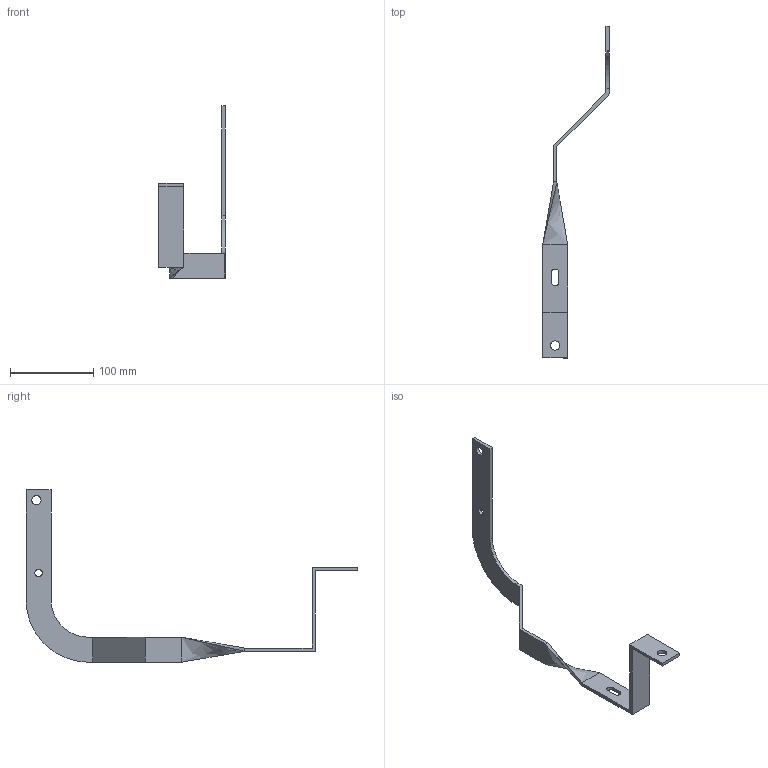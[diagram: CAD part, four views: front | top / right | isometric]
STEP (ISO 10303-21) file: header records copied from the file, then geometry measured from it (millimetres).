
FILE_DESCRIPTION (( 'STEP AP214' ), '1' );
FILE_NAME ('Øèíà Â ãàá.2 400À.STEP', '2016-09-01T08:22:03', ( 'user' ), ( '' ), 'SwSTEP 2.0', 'SolidWorks 2014', '' );
FILE_SCHEMA (( 'AUTOMOTIVE_DESIGN' ));
Length unit declared in the file: millimetre
Products named in the file (1): Øèíà Â ãàá.2 400À
Bounding box: 80 x 398.5 x 207 mm (x, y, z)
Volume: 76065.7 mm3; surface area: 44827 mm2
Topology: 1 solids, 1 shells, 37 faces, 97 edges, 62 vertices
Faces by surface type: plane 22, cylinder 11, bspline 4
Entity records: 1211 total; most frequent: CARTESIAN_POINT 241, ORIENTED_EDGE 194, DIRECTION 187, EDGE_CURVE 97, LINE 75, VECTOR 75, VERTEX_POINT 62, AXIS2_PLACEMENT_3D 56
